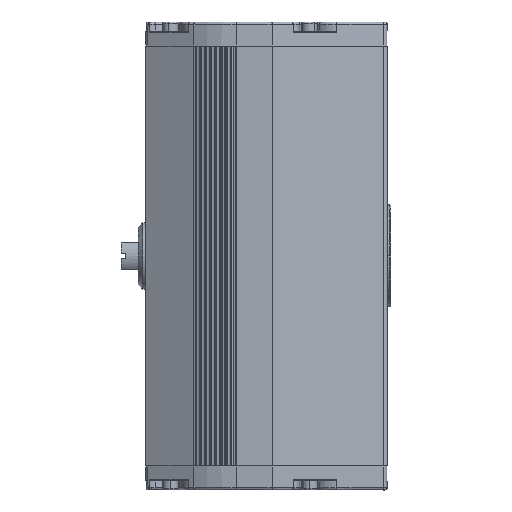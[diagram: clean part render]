
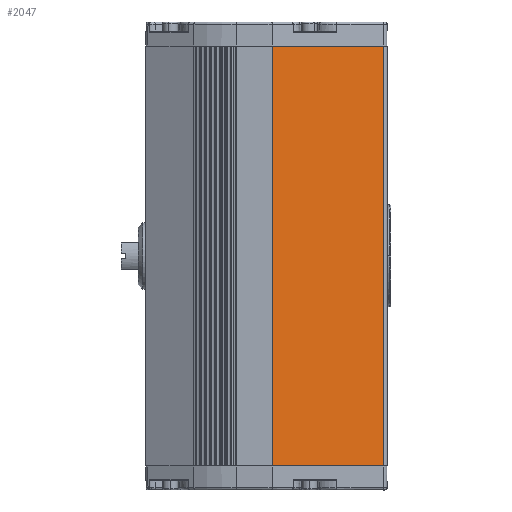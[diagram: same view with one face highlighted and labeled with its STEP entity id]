
A CAD part, left-side view. The second image highlights one B-rep face of the part: STEP entity #2047.
In plain terms, the highlighted planar face has unit normal (-0.979, -0.204, 0).
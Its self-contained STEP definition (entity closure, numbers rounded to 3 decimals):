
#906 = ORIENTED_EDGE ( 'NONE', *, *, #31742, .F. ) ;
#1132 = PLANE ( 'NONE',  #26734 ) ;
#1144 = DIRECTION ( 'NONE',  ( 0., 0., 1. ) ) ;
#1170 = VECTOR ( 'NONE', #11497, 1000. ) ;
#1739 = LINE ( 'NONE', #42546, #32254 ) ;
#2047 = ADVANCED_FACE ( 'NONE', ( #25835 ), #1132, .F. ) ;
#2081 = LINE ( 'NONE', #25686, #1170 ) ;
#4958 = EDGE_CURVE ( 'NONE', #37482, #36689, #13417, .T. ) ;
#6403 = CARTESIAN_POINT ( 'NONE',  ( -56.663, -112.816, -370. ) ) ;
#9942 = CARTESIAN_POINT ( 'NONE',  ( -56., -116., -20. ) ) ;
#10167 = VECTOR ( 'NONE', #23903, 1000. ) ;
#11497 = DIRECTION ( 'NONE',  ( 0., 0., 1. ) ) ;
#13417 = LINE ( 'NONE', #9942, #10167 ) ;
#15120 = DIRECTION ( 'NONE',  ( 0., 0., -1. ) ) ;
#19851 = CARTESIAN_POINT ( 'NONE',  ( -76., -20., -370. ) ) ;
#22620 = CARTESIAN_POINT ( 'NONE',  ( -56.663, -112.816, -20. ) ) ;
#22783 = VECTOR ( 'NONE', #1144, 1000. ) ;
#23903 = DIRECTION ( 'NONE',  ( -0.204, 0.979, 0. ) ) ;
#23981 = CARTESIAN_POINT ( 'NONE',  ( -76., -20., -20. ) ) ;
#24736 = EDGE_CURVE ( 'NONE', #34790, #37482, #36602, .T. ) ;
#25686 = CARTESIAN_POINT ( 'NONE',  ( -76., -20., -370. ) ) ;
#25835 = FACE_OUTER_BOUND ( 'NONE', #36627, .T. ) ;
#26734 = AXIS2_PLACEMENT_3D ( 'NONE', #39562, #32064, #15120 ) ;
#27761 = ORIENTED_EDGE ( 'NONE', *, *, #36813, .F. ) ;
#31742 = EDGE_CURVE ( 'NONE', #38532, #36689, #2081, .T. ) ;
#32064 = DIRECTION ( 'NONE',  ( 0.979, 0.204, 0. ) ) ;
#32254 = VECTOR ( 'NONE', #32480, 1000. ) ;
#32480 = DIRECTION ( 'NONE',  ( -0.204, 0.979, 0. ) ) ;
#34790 = VERTEX_POINT ( 'NONE', #6403 ) ;
#36602 = LINE ( 'NONE', #22620, #22783 ) ;
#36627 = EDGE_LOOP ( 'NONE', ( #27761, #40629, #44720, #906 ) ) ;
#36689 = VERTEX_POINT ( 'NONE', #23981 ) ;
#36813 = EDGE_CURVE ( 'NONE', #34790, #38532, #1739, .T. ) ;
#37482 = VERTEX_POINT ( 'NONE', #40548 ) ;
#38532 = VERTEX_POINT ( 'NONE', #19851 ) ;
#39562 = CARTESIAN_POINT ( 'NONE',  ( -56., -116., -370. ) ) ;
#40548 = CARTESIAN_POINT ( 'NONE',  ( -56.663, -112.816, -20. ) ) ;
#40629 = ORIENTED_EDGE ( 'NONE', *, *, #24736, .T. ) ;
#42546 = CARTESIAN_POINT ( 'NONE',  ( -56., -116., -370. ) ) ;
#44720 = ORIENTED_EDGE ( 'NONE', *, *, #4958, .T. ) ;
